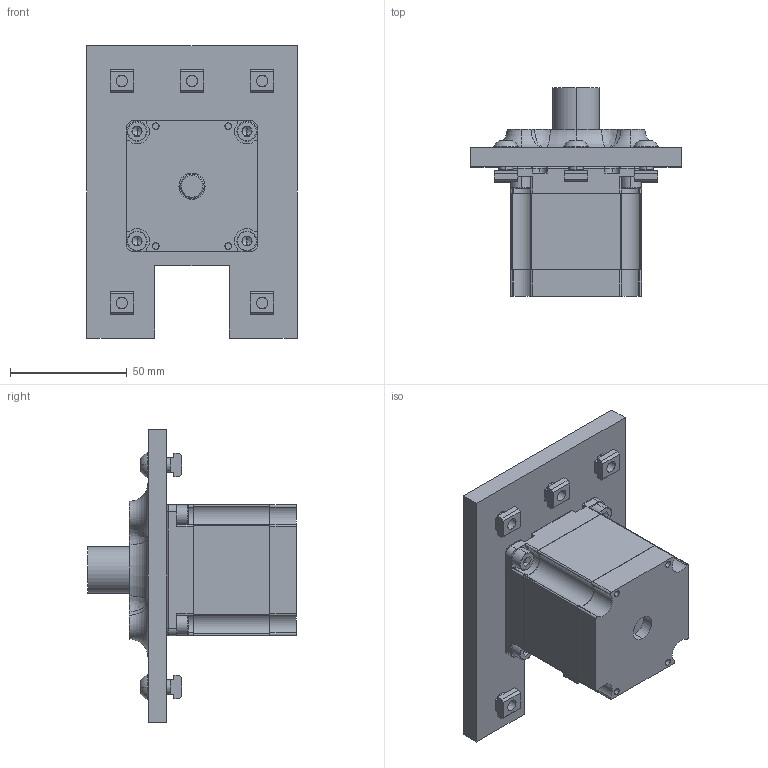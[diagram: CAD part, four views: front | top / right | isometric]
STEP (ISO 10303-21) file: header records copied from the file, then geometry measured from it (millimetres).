
FILE_DESCRIPTION (( 'STEP AP214' ), '1' );
FILE_NAME ('Z Motor Mount Back Assembled.step', '2019-11-11T12:54:51', ( '' ), ( '' ), 'SwSTEP 2.0', 'SolidWorks 2019', '' );
FILE_SCHEMA (( 'AUTOMOTIVE_DESIGN' ));
Length unit declared in the file: millimetre
Products named in the file (12): 476746 - Nema 23 End Plate; Coupling 6.35x10; 2020 Nut - M6; Z Motor Mount Back; 476747 - Nema 23 Motor Body; socket button head screw_bsi_BS EN ISO 7380 - M6 x 10 - 10N; Nema 23 - 57BYGH56-401A; 476748 - Nema 23 Armature; Z Motor Mount Back Assembled; 476745 - Nema 23 Shaft End Plate; M5x6x7 - Heat Set Insert; socket head cap screw_bsi_BS EN ISO 4762 M5 x 20 - 20N
Assembly tree (25 placements, depth 3):
  Z Motor Mount Back Assembled
    Z Motor Mount Back
    M5x6x7 - Heat Set Insert  x4
    Nema 23 - 57BYGH56-401A
      476745 - Nema 23 Shaft End Plate
      476746 - Nema 23 End Plate
      476747 - Nema 23 Motor Body
      476748 - Nema 23 Armature
    Coupling 6.35x10
    socket head cap screw_bsi_BS EN ISO 4762 M5 x 20 - 20N  x4
    2020 Nut - M6  x5
    socket button head screw_bsi_BS EN ISO 7380 - M6 x 10 - 10N  x5
Bounding box: 90 x 89.36 x 125 mm (x, y, z)
Volume: 248372.4 mm3; surface area: 79403.2 mm2
Topology: 24 solids, 24 shells, 2032 faces, 5028 edges, 3041 vertices
Faces by surface type: plane 1339, cylinder 578, cone 50, torus 47, sphere 10, bspline 8
Entity records: 22365 total; most frequent: CARTESIAN_POINT 4541, DIRECTION 3801, ORIENTED_EDGE 3456, EDGE_CURVE 1728, AXIS2_PLACEMENT_3D 1392, VERTEX_POINT 1068, VECTOR 1017, LINE 1017
